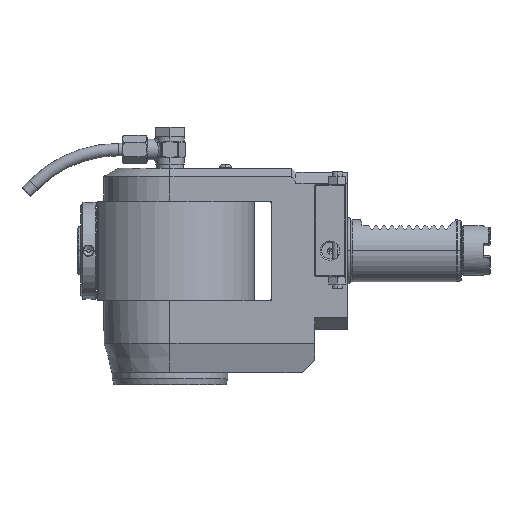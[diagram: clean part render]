
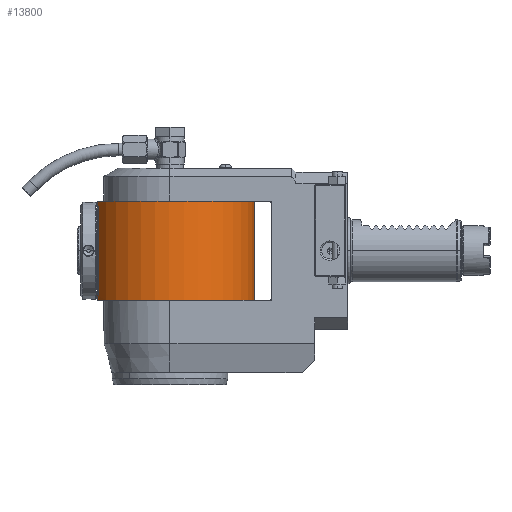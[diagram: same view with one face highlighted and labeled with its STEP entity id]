
A CAD part, left-side view. The second image highlights one B-rep face of the part: STEP entity #13800.
In plain terms, the highlighted cylindrical face has radius 41 mm (diameter 82 mm), a partial arc.
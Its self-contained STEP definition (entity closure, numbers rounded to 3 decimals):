
#1020=CARTESIAN_POINT('',(0.,0.,-24.));
#1021=DIRECTION('',(0.,0.,1.));
#1022=DIRECTION('',(0.78,-0.625,0.));
#1023=AXIS2_PLACEMENT_3D('',#1020,#1021,#1022);
#1029=CARTESIAN_POINT('',(0.,0.,-24.));
#1030=DIRECTION('',(0.,0.,1.));
#1031=DIRECTION('',(-0.513,0.859,0.));
#1032=AXIS2_PLACEMENT_3D('',#1029,#1030,#1031);
#1043=DIRECTION('',(0.,0.,1.));
#1044=VECTOR('',#1043,2.582);
#1045=CARTESIAN_POINT('',(-21.023,35.2,-24.));
#1046=LINE('',#1045,#1044);
#1047=DIRECTION('',(0.,0.,1.));
#1048=VECTOR('',#1047,2.582);
#1049=CARTESIAN_POINT('',(-21.023,35.2,21.418));
#1050=LINE('',#1049,#1048);
#1051=CARTESIAN_POINT('',(0.,0.,-24.));
#1052=DIRECTION('',(0.,0.,1.));
#1053=DIRECTION('',(-0.78,-0.625,0.));
#1054=AXIS2_PLACEMENT_3D('',#1051,#1052,#1053);
#1114=CARTESIAN_POINT('',(0.,0.,24.));
#1115=DIRECTION('',(0.,0.,-1.));
#1116=DIRECTION('',(0.78,-0.625,0.));
#1117=AXIS2_PLACEMENT_3D('',#1114,#1115,#1116);
#1293=DIRECTION('',(0.,0.,1.));
#1294=VECTOR('',#1293,2.582);
#1295=CARTESIAN_POINT('',(21.023,35.2,21.418));
#1296=LINE('',#1295,#1294);
#1337=DIRECTION('',(0.,0.,1.));
#1338=VECTOR('',#1337,2.582);
#1339=CARTESIAN_POINT('',(21.023,35.2,-24.));
#1340=LINE('',#1339,#1338);
#1395=CARTESIAN_POINT('',(21.603,34.847,21.583));
#1396=CARTESIAN_POINT('',(21.507,34.907,21.555));
#1397=CARTESIAN_POINT('',(21.314,35.025,21.5));
#1398=CARTESIAN_POINT('',(21.12,35.142,21.446));
#1399=CARTESIAN_POINT('',(21.023,35.2,21.418));
#1401=DIRECTION('',(0.,0.,1.));
#1402=VECTOR('',#1401,43.166);
#1403=CARTESIAN_POINT('',(21.603,34.847,-21.583));
#1404=LINE('',#1403,#1402);
#1495=CARTESIAN_POINT('',(21.603,34.847,-21.583));
#1496=CARTESIAN_POINT('',(21.507,34.907,-21.555));
#1497=CARTESIAN_POINT('',(21.314,35.025,-21.5));
#1498=CARTESIAN_POINT('',(21.12,35.142,-21.446));
#1499=CARTESIAN_POINT('',(21.023,35.2,-21.418));
#1514=CARTESIAN_POINT('',(0.,0.,24.));
#1515=DIRECTION('',(0.,0.,1.));
#1516=DIRECTION('',(-0.513,0.859,0.));
#1517=AXIS2_PLACEMENT_3D('',#1514,#1515,#1516);
#1523=CARTESIAN_POINT('',(0.,0.,24.));
#1524=DIRECTION('',(0.,0.,1.));
#1525=DIRECTION('',(0.78,-0.625,0.));
#1526=AXIS2_PLACEMENT_3D('',#1523,#1524,#1525);
#1532=CARTESIAN_POINT('',(-21.023,35.2,21.418));
#1533=CARTESIAN_POINT('',(-21.12,35.142,21.446));
#1534=CARTESIAN_POINT('',(-21.314,35.025,21.5));
#1535=CARTESIAN_POINT('',(-21.507,34.907,21.555));
#1536=CARTESIAN_POINT('',(-21.603,34.847,21.583));
#1542=DIRECTION('',(0.,0.,1.));
#1543=VECTOR('',#1542,43.166);
#1544=CARTESIAN_POINT('',(-21.603,34.847,
-21.583));
#1545=LINE('',#1544,#1543);
#1550=CARTESIAN_POINT('',(-21.023,35.2,
-21.418));
#1551=CARTESIAN_POINT('',(-21.12,35.142,
-21.446));
#1552=CARTESIAN_POINT('',(-21.314,35.025,
-21.5));
#1553=CARTESIAN_POINT('',(-21.507,34.907,
-21.555));
#1554=CARTESIAN_POINT('',(-21.603,34.847,
-21.583));
#12830=CARTESIAN_POINT('',(21.023,35.2,-24.));
#12831=CARTESIAN_POINT('',(-21.023,35.2,-24.));
#12832=VERTEX_POINT('',#12830);
#12833=VERTEX_POINT('',#12831);
#12834=CARTESIAN_POINT('',(21.023,35.2,24.));
#12835=CARTESIAN_POINT('',(-21.023,35.2,24.));
#12836=VERTEX_POINT('',#12834);
#12837=VERTEX_POINT('',#12835);
#12838=CARTESIAN_POINT('',(-32.,-25.632,-24.));
#12839=VERTEX_POINT('',#12838);
#12840=CARTESIAN_POINT('',(32.,-25.632,-24.));
#12841=VERTEX_POINT('',#12840);
#12842=CARTESIAN_POINT('',(-32.,-25.632,24.));
#12843=VERTEX_POINT('',#12842);
#12844=CARTESIAN_POINT('',(32.,-25.632,24.));
#12845=VERTEX_POINT('',#12844);
#12916=VERTEX_POINT('',#1550);
#12917=VERTEX_POINT('',#1554);
#12918=VERTEX_POINT('',#1495);
#12919=VERTEX_POINT('',#1499);
#12920=VERTEX_POINT('',#1532);
#12921=VERTEX_POINT('',#1536);
#12922=VERTEX_POINT('',#1395);
#12923=VERTEX_POINT('',#1399);
#13763=CARTESIAN_POINT('',(0.,0.,-24.));
#13764=DIRECTION('',(0.,0.,-1.));
#13765=DIRECTION('',(-1.,0.,0.));
#13766=AXIS2_PLACEMENT_3D('',#13763,#13764,#13765);
#13767=CYLINDRICAL_SURFACE('',#13766,41.);
#13769=ORIENTED_EDGE('',*,*,#13768,.F.);
#13770=ORIENTED_EDGE('',*,*,#13756,.F.);
#13772=ORIENTED_EDGE('',*,*,#13771,.T.);
#13774=ORIENTED_EDGE('',*,*,#13773,.T.);
#13776=ORIENTED_EDGE('',*,*,#13775,.T.);
#13778=ORIENTED_EDGE('',*,*,#13777,.F.);
#13780=ORIENTED_EDGE('',*,*,#13779,.T.);
#13782=ORIENTED_EDGE('',*,*,#13781,.T.);
#13784=ORIENTED_EDGE('',*,*,#13783,.F.);
#13786=ORIENTED_EDGE('',*,*,#13785,.T.);
#13788=ORIENTED_EDGE('',*,*,#13787,.F.);
#13790=ORIENTED_EDGE('',*,*,#13789,.F.);
#13792=ORIENTED_EDGE('',*,*,#13791,.F.);
#13794=ORIENTED_EDGE('',*,*,#13793,.T.);
#13796=ORIENTED_EDGE('',*,*,#13795,.F.);
#13797=ORIENTED_EDGE('',*,*,#13752,.F.);
#13798=EDGE_LOOP('',(#13769,#13770,#13772,#13774,#13776,#13778,#13780,#13782,
#13784,#13786,#13788,#13790,#13792,#13794,#13796,#13797));
#13799=FACE_OUTER_BOUND('',#13798,.F.);
#1024=CIRCLE('',#1023,41.);
#1033=CIRCLE('',#1032,41.);
#1055=CIRCLE('',#1054,41.);
#1118=CIRCLE('',#1117,41.);
#1400=B_SPLINE_CURVE_WITH_KNOTS('',3,(#1395,#1396,#1397,#1398,#1399),
.UNSPECIFIED.,.F.,.F.,(4,1,4),(0.,0.5,1.),.UNSPECIFIED.);
#1500=B_SPLINE_CURVE_WITH_KNOTS('',3,(#1495,#1496,#1497,#1498,#1499),
.UNSPECIFIED.,.F.,.F.,(4,1,4),(0.,0.5,1.),.UNSPECIFIED.);
#1518=CIRCLE('',#1517,41.);
#1527=CIRCLE('',#1526,41.);
#1537=B_SPLINE_CURVE_WITH_KNOTS('',3,(#1532,#1533,#1534,#1535,#1536),
.UNSPECIFIED.,.F.,.F.,(4,1,4),(0.,0.5,1.),.UNSPECIFIED.);
#1555=B_SPLINE_CURVE_WITH_KNOTS('',3,(#1550,#1551,#1552,#1553,#1554),
.UNSPECIFIED.,.F.,.F.,(4,1,4),(0.,0.5,1.),.UNSPECIFIED.);
#13752=EDGE_CURVE('',#12841,#12832,#1024,.T.);
#13756=EDGE_CURVE('',#12833,#12839,#1033,.T.);
#13768=EDGE_CURVE('',#12839,#12841,#1055,.T.);
#13771=EDGE_CURVE('',#12833,#12916,#1046,.T.);
#13773=EDGE_CURVE('',#12916,#12917,#1555,.T.);
#13775=EDGE_CURVE('',#12917,#12921,#1545,.T.);
#13777=EDGE_CURVE('',#12920,#12921,#1537,.T.);
#13779=EDGE_CURVE('',#12920,#12837,#1050,.T.);
#13781=EDGE_CURVE('',#12837,#12843,#1518,.T.);
#13783=EDGE_CURVE('',#12845,#12843,#1118,.T.);
#13785=EDGE_CURVE('',#12845,#12836,#1527,.T.);
#13787=EDGE_CURVE('',#12923,#12836,#1296,.T.);
#13789=EDGE_CURVE('',#12922,#12923,#1400,.T.);
#13791=EDGE_CURVE('',#12918,#12922,#1404,.T.);
#13793=EDGE_CURVE('',#12918,#12919,#1500,.T.);
#13795=EDGE_CURVE('',#12832,#12919,#1340,.T.);
#13800=ADVANCED_FACE('',(#13799),#13767,.T.);
